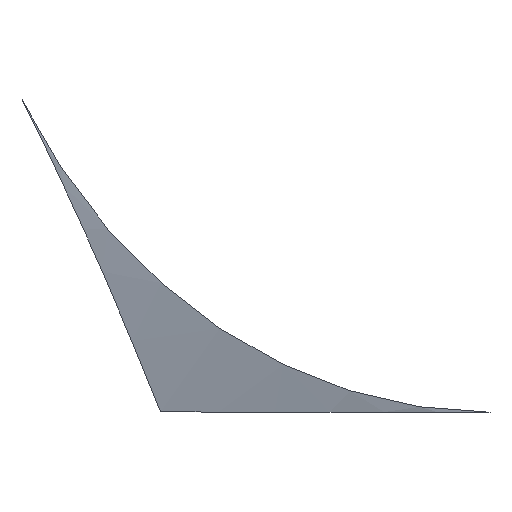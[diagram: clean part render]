
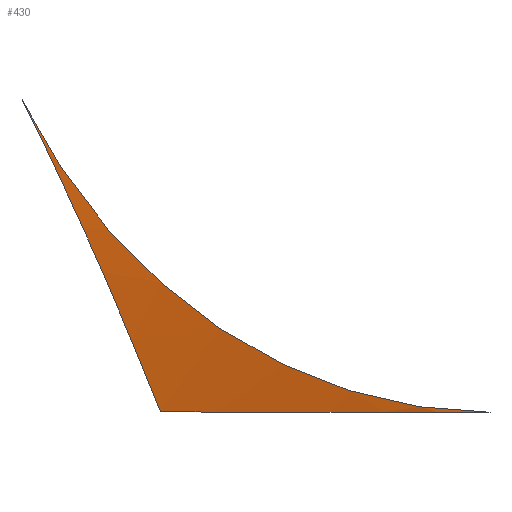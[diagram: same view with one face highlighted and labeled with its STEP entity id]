
A CAD part, top view. The second image highlights one B-rep face of the part: STEP entity #430.
In plain terms, the highlighted conical face has half-angle 70 degrees and reference radius 12.928 mm.
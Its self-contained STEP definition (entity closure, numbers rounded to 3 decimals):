
#10=CARTESIAN_POINT('',(557.709,2540.,1105.981));
#20=DIRECTION('',(-0.5,0.,-0.866));
#30=DIRECTION('',(0.866,0.,-0.5));
#40=AXIS2_PLACEMENT_3D('',#10,#20,#30);
#50=CONICAL_SURFACE('',#40,12.928,1.222);
#60=CARTESIAN_POINT('',(551.54,2528.,1109.153));
#70=CARTESIAN_POINT('',(551.377,2528.412,
1109.347));
#80=CARTESIAN_POINT('',(551.048,2529.228,
1109.719));
#90=CARTESIAN_POINT('',(550.54,2530.433,
1110.231));
#100=CARTESIAN_POINT('',(550.016,2531.619,
1110.692));
#110=CARTESIAN_POINT('',(549.464,2532.808,
1111.109));
#120=CARTESIAN_POINT('',(549.076,2533.602,
1111.355));
#130=CARTESIAN_POINT('',(548.878,2534.,
1111.47));
#140=B_SPLINE_CURVE_WITH_KNOTS('',3,(#60,#70,#80,#90,#100,#110,#120,#130
),.UNSPECIFIED.,.F.,.F.,(4,1,1,1,1,4),(0.,0.2,0.4,0.6,0.8,1.),
.UNSPECIFIED.);
#150=CARTESIAN_POINT('',(551.54,2528.,1109.153));
#160=VERTEX_POINT('',#150);
#170=CARTESIAN_POINT('',(548.878,2534.,
1111.47));
#180=VERTEX_POINT('',#170);
#190=EDGE_CURVE('',#160,#180,#140,.T.);
#200=ORIENTED_EDGE('',*,*,#190,.F.);
#210=CARTESIAN_POINT('',(557.878,2540.,1106.274));
#220=DIRECTION('',(-0.5,0.,-0.866));
#230=DIRECTION('',(0.,-1.,0.));
#240=AXIS2_PLACEMENT_3D('',#210,#220,#230);
#250=CIRCLE('',#240,12.);
#260=CARTESIAN_POINT('',(557.878,2528.,1106.274));
#270=VERTEX_POINT('',#260);
#280=EDGE_CURVE('',#270,#180,#250,.T.);
#290=ORIENTED_EDGE('',*,*,#280,.T.);
#300=CARTESIAN_POINT('',(557.878,2528.,1106.274));
#310=CARTESIAN_POINT('',(557.48,2528.,1106.503));
#320=CARTESIAN_POINT('',(556.674,2528.,1106.946));
#330=CARTESIAN_POINT('',(555.429,2528.,1107.565));
#340=CARTESIAN_POINT('',(554.174,2528.,1108.13));
#350=CARTESIAN_POINT('',(552.88,2528.,1108.66));
#360=CARTESIAN_POINT('',(551.991,2528.,1108.991));
#370=CARTESIAN_POINT('',(551.54,2528.,1109.153));
#380=B_SPLINE_CURVE_WITH_KNOTS('',3,(#300,#310,#320,#330,#340,#350,#360,
#370),.UNSPECIFIED.,.F.,.F.,(4,1,1,1,1,4),(0.,0.2,0.4,0.6,0.8,1.),
.UNSPECIFIED.);
#390=EDGE_CURVE('',#270,#160,#380,.T.);
#400=ORIENTED_EDGE('',*,*,#390,.F.);
#410=EDGE_LOOP('',(#400,#290,#200));
#420=FACE_OUTER_BOUND('',#410,.T.);
#430=ADVANCED_FACE('',(#420),#50,.T.);
